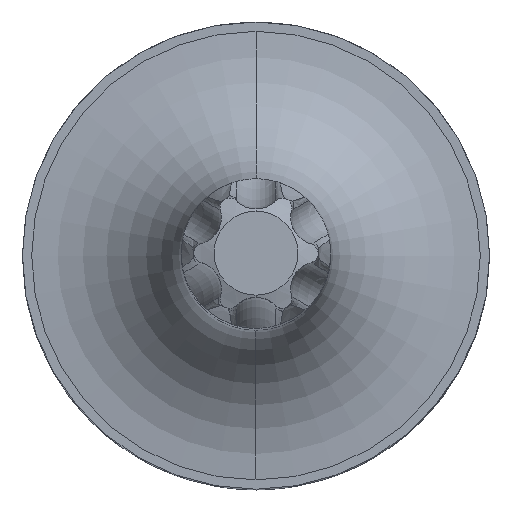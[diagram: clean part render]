
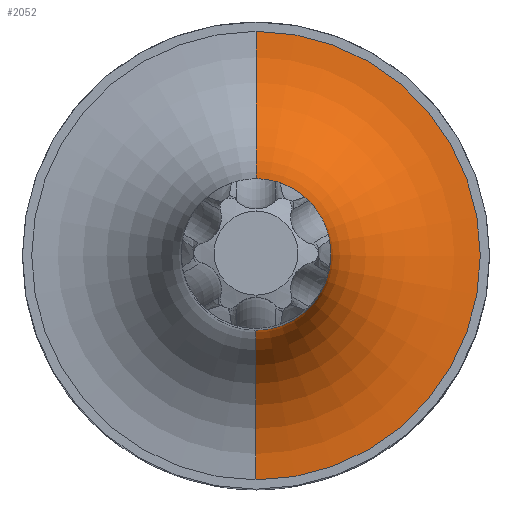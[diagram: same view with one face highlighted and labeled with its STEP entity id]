
A CAD part, top view. The second image highlights one B-rep face of the part: STEP entity #2052.
In plain terms, the highlighted toroidal (fillet/blend) face has major radius 12 mm and minor radius 8 mm.
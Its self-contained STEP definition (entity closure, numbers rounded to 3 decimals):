
#394=CARTESIAN_POINT('',(0.,0.,25.));
#395=DIRECTION('',(0.,0.,1.));
#396=DIRECTION('',(0.,-1.,0.));
#397=AXIS2_PLACEMENT_3D('',#394,#395,#396);
#404=CARTESIAN_POINT('',(0.,-12.,33.));
#405=DIRECTION('',(1.,0.,0.));
#406=DIRECTION('',(0.,0.,-1.));
#407=AXIS2_PLACEMENT_3D('',#404,#405,#406);
#409=CARTESIAN_POINT('',(0.,12.,33.));
#410=DIRECTION('',(-1.,0.,0.));
#411=DIRECTION('',(0.,0.,-1.));
#412=AXIS2_PLACEMENT_3D('',#409,#410,#411);
#525=CARTESIAN_POINT('',(0.,0.,33.));
#526=DIRECTION('',(0.,0.,1.));
#527=DIRECTION('',(0.,-1.,0.));
#528=AXIS2_PLACEMENT_3D('',#525,#526,#527);
#1751=CARTESIAN_POINT('',(0.,-12.,25.));
#1752=CARTESIAN_POINT('',(0.,12.,25.));
#1753=VERTEX_POINT('',#1751);
#1754=VERTEX_POINT('',#1752);
#1755=CARTESIAN_POINT('',(0.,-4.,33.));
#1756=CARTESIAN_POINT('',(0.,4.,33.));
#1757=VERTEX_POINT('',#1755);
#1758=VERTEX_POINT('',#1756);
#2038=CARTESIAN_POINT('',(0.,0.,33.));
#2039=DIRECTION('',(0.,0.,1.));
#2040=DIRECTION('',(-0.041,-0.999,0.));
#2041=AXIS2_PLACEMENT_3D('',#2038,#2039,#2040);
#2042=TOROIDAL_SURFACE('',#2041,12.,8.);
#2043=ORIENTED_EDGE('',*,*,#2031,.F.);
#2045=ORIENTED_EDGE('',*,*,#2044,.T.);
#2047=ORIENTED_EDGE('',*,*,#2046,.T.);
#2049=ORIENTED_EDGE('',*,*,#2048,.F.);
#2050=EDGE_LOOP('',(#2043,#2045,#2047,#2049));
#2051=FACE_OUTER_BOUND('',#2050,.F.);
#2052=ADVANCED_FACE('',(#2051),#2042,.F.);
#398=CIRCLE('',#397,12.);
#408=CIRCLE('',#407,8.);
#413=CIRCLE('',#412,8.);
#529=CIRCLE('',#528,4.);
#2031=EDGE_CURVE('',#1753,#1754,#398,.T.);
#2044=EDGE_CURVE('',#1753,#1757,#408,.T.);
#2046=EDGE_CURVE('',#1757,#1758,#529,.T.);
#2048=EDGE_CURVE('',#1754,#1758,#413,.T.);
